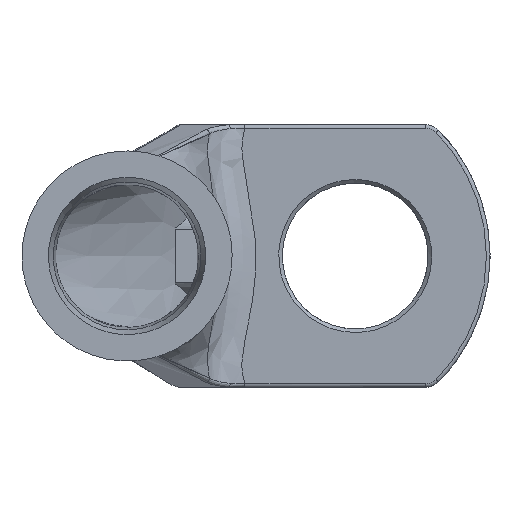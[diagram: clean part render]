
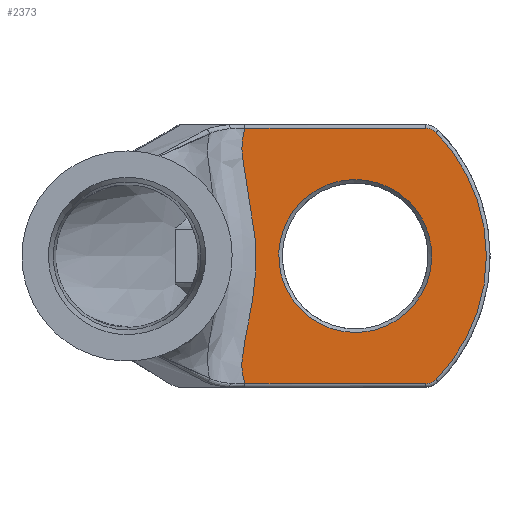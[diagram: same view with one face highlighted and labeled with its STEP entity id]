
A CAD part, left-side view. The second image highlights one B-rep face of the part: STEP entity #2373.
In plain terms, the highlighted free-form (B-spline) face has degree [1, 1] with [2, 2] control points.
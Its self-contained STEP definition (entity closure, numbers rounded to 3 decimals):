
#2148 = VERTEX_POINT('',#2149);
#2149 = CARTESIAN_POINT('',(-15.107,-2.847,
    7.694));
#2158 = EDGE_CURVE('',#2148,#2159,#2161,.T.);
#2159 = VERTEX_POINT('',#2160);
#2160 = CARTESIAN_POINT('',(-15.107,-2.847,
    -7.694));
#2161 = B_SPLINE_CURVE_WITH_KNOTS('',3,(#2162,#2163,#2164,#2165,#2166,
    #2167,#2168,#2169,#2170,#2171,#2172,#2173,#2174,#2175,#2176,#2177,
    #2178,#2179,#2180,#2181,#2182,#2183,#2184,#2185,#2186,#2187,#2188,
    #2189,#2190,#2191),.UNSPECIFIED.,.F.,.F.,(4,2,2,2,2,2,2,2,2,2,2,2,2,
    2,4),(0.,0.001,0.002,
    0.003,0.004,0.005,
    0.007,0.009,0.012,
    0.014,0.015,0.016,
    0.017,0.017,0.018),
  .UNSPECIFIED.);
#2162 = CARTESIAN_POINT('',(-15.107,-2.847,
    7.694));
#2163 = CARTESIAN_POINT('',(-15.107,-2.759,
    7.381));
#2164 = CARTESIAN_POINT('',(-15.107,-2.691,
    7.066));
#2165 = CARTESIAN_POINT('',(-15.107,-2.664,
    6.58));
#2166 = CARTESIAN_POINT('',(-15.107,-2.667,
    6.415));
#2167 = CARTESIAN_POINT('',(-15.107,-2.688,
    6.089));
#2168 = CARTESIAN_POINT('',(-15.107,-2.706,
    5.927));
#2169 = CARTESIAN_POINT('',(-15.107,-2.774,
    5.444));
#2170 = CARTESIAN_POINT('',(-15.107,-2.837,
    5.125));
#2171 = CARTESIAN_POINT('',(-15.107,-2.966,
    4.487));
#2172 = CARTESIAN_POINT('',(-15.107,-3.034,
    4.169));
#2173 = CARTESIAN_POINT('',(-15.107,-3.224,
    3.212));
#2174 = CARTESIAN_POINT('',(-15.107,-3.335,
    2.571));
#2175 = CARTESIAN_POINT('',(-15.107,-3.483,
    1.284));
#2176 = CARTESIAN_POINT('',(-15.107,-3.523,
    0.637));
#2177 = CARTESIAN_POINT('',(-15.107,-3.521,
    -0.664));
#2178 = CARTESIAN_POINT('',(-15.107,-3.481,
    -1.311));
#2179 = CARTESIAN_POINT('',(-15.107,-3.331,
    -2.595));
#2180 = CARTESIAN_POINT('',(-15.107,-3.221,
    -3.232));
#2181 = CARTESIAN_POINT('',(-15.107,-3.031,
    -4.184));
#2182 = CARTESIAN_POINT('',(-15.107,-2.963,
    -4.501));
#2183 = CARTESIAN_POINT('',(-15.107,-2.835,
    -5.135));
#2184 = CARTESIAN_POINT('',(-15.107,-2.773,
    -5.453));
#2185 = CARTESIAN_POINT('',(-15.107,-2.705,
    -5.933));
#2186 = CARTESIAN_POINT('',(-15.107,-2.687,
    -6.093));
#2187 = CARTESIAN_POINT('',(-15.107,-2.667,
    -6.416));
#2188 = CARTESIAN_POINT('',(-15.107,-2.664,
    -6.579));
#2189 = CARTESIAN_POINT('',(-15.107,-2.691,
    -7.067));
#2190 = CARTESIAN_POINT('',(-15.107,-2.76,
    -7.382));
#2191 = CARTESIAN_POINT('',(-15.107,-2.847,
    -7.694));
#2373 = ADVANCED_FACE('',(#2374,#2388),#2427,.F.);
#2374 = FACE_BOUND('',#2375,.T.);
#2375 = EDGE_LOOP('',(#2376));
#2376 = ORIENTED_EDGE('',*,*,#2377,.T.);
#2377 = EDGE_CURVE('',#2378,#2378,#2380,.T.);
#2378 = VERTEX_POINT('',#2379);
#2379 = CARTESIAN_POINT('',(-15.107,-9.493,
    -4.606));
#2380 = ( BOUNDED_CURVE() B_SPLINE_CURVE(2,(#2381,#2382,#2383,#2384,
#2385,#2386,#2387),.UNSPECIFIED.,.T.,.F.) B_SPLINE_CURVE_WITH_KNOTS((1,2
    ,2,2,2,1),(-2.094,0.,2.094,4.189,
6.283,8.378),.UNSPECIFIED.) CURVE() 
GEOMETRIC_REPRESENTATION_ITEM() RATIONAL_B_SPLINE_CURVE((1.,0.5,1.,0.5,
1.,0.5,1.)) REPRESENTATION_ITEM('') );
#2381 = CARTESIAN_POINT('',(-15.107,-9.493,
    -4.606));
#2382 = CARTESIAN_POINT('',(-15.107,-1.516,
    -4.606));
#2383 = CARTESIAN_POINT('',(-15.107,-5.504,
    2.303));
#2384 = CARTESIAN_POINT('',(-15.107,-9.493,
    9.211));
#2385 = CARTESIAN_POINT('',(-15.107,-13.482,
    2.303));
#2386 = CARTESIAN_POINT('',(-15.107,-17.47,
    -4.606));
#2387 = CARTESIAN_POINT('',(-15.107,-9.493,
    -4.606));
#2388 = FACE_BOUND('',#2389,.T.);
#2389 = EDGE_LOOP('',(#2390,#2400,#2405,#2406,#2413,#2421));
#2390 = ORIENTED_EDGE('',*,*,#2391,.F.);
#2391 = EDGE_CURVE('',#2392,#2394,#2396,.T.);
#2392 = VERTEX_POINT('',#2393);
#2393 = CARTESIAN_POINT('',(-15.107,-13.738,
    7.694));
#2394 = VERTEX_POINT('',#2395);
#2395 = CARTESIAN_POINT('',(-15.107,-14.357,
    7.434));
#2396 = ( BOUNDED_CURVE() B_SPLINE_CURVE(2,(#2397,#2398,#2399),
.UNSPECIFIED.,.F.,.F.) B_SPLINE_CURVE_WITH_KNOTS((3,3),(3.142,
3.937),.PIECEWISE_BEZIER_KNOTS.) CURVE() 
GEOMETRIC_REPRESENTATION_ITEM() RATIONAL_B_SPLINE_CURVE((1.,
0.922,1.)) REPRESENTATION_ITEM('') );
#2397 = CARTESIAN_POINT('',(-15.107,-13.738,
    7.694));
#2398 = CARTESIAN_POINT('',(-15.107,-14.102,
    7.694));
#2399 = CARTESIAN_POINT('',(-15.107,-14.357,
    7.434));
#2400 = ORIENTED_EDGE('',*,*,#2401,.T.);
#2401 = EDGE_CURVE('',#2392,#2148,#2402,.T.);
#2402 = B_SPLINE_CURVE_WITH_KNOTS('',1,(#2403,#2404),.UNSPECIFIED.,.F.,
  .F.,(2,2),(-12.689,0.075),
  .PIECEWISE_BEZIER_KNOTS.);
#2403 = CARTESIAN_POINT('',(-15.107,-13.738,
    7.694));
#2404 = CARTESIAN_POINT('',(-15.107,-2.847,
    7.694));
#2405 = ORIENTED_EDGE('',*,*,#2158,.T.);
#2406 = ORIENTED_EDGE('',*,*,#2407,.T.);
#2407 = EDGE_CURVE('',#2159,#2408,#2410,.T.);
#2408 = VERTEX_POINT('',#2409);
#2409 = CARTESIAN_POINT('',(-15.107,-13.738,
    -7.694));
#2410 = B_SPLINE_CURVE_WITH_KNOTS('',1,(#2411,#2412),.UNSPECIFIED.,.F.,
  .F.,(2,2),(-13.281,-0.517),.PIECEWISE_BEZIER_KNOTS.);
#2411 = CARTESIAN_POINT('',(-15.107,-2.847,
    -7.694));
#2412 = CARTESIAN_POINT('',(-15.107,-13.738,
    -7.694));
#2413 = ORIENTED_EDGE('',*,*,#2414,.F.);
#2414 = EDGE_CURVE('',#2415,#2408,#2417,.T.);
#2415 = VERTEX_POINT('',#2416);
#2416 = CARTESIAN_POINT('',(-15.107,-14.357,
    -7.434));
#2417 = ( BOUNDED_CURVE() B_SPLINE_CURVE(2,(#2418,#2419,#2420),
.UNSPECIFIED.,.F.,.F.) B_SPLINE_CURVE_WITH_KNOTS((3,3),(5.488,
6.283),.PIECEWISE_BEZIER_KNOTS.) CURVE() 
GEOMETRIC_REPRESENTATION_ITEM() RATIONAL_B_SPLINE_CURVE((1.,
0.922,1.)) REPRESENTATION_ITEM('') );
#2418 = CARTESIAN_POINT('',(-15.107,-14.357,
    -7.434));
#2419 = CARTESIAN_POINT('',(-15.107,-14.102,
    -7.694));
#2420 = CARTESIAN_POINT('',(-15.107,-13.738,
    -7.694));
#2421 = ORIENTED_EDGE('',*,*,#2422,.T.);
#2422 = EDGE_CURVE('',#2415,#2394,#2423,.T.);
#2423 = ( BOUNDED_CURVE() B_SPLINE_CURVE(2,(#2424,#2425,#2426),
.UNSPECIFIED.,.F.,.F.) B_SPLINE_CURVE_WITH_KNOTS((3,3),(0.795,
2.346),.PIECEWISE_BEZIER_KNOTS.) CURVE() 
GEOMETRIC_REPRESENTATION_ITEM() RATIONAL_B_SPLINE_CURVE((1.,
0.714,1.)) REPRESENTATION_ITEM('') );
#2424 = CARTESIAN_POINT('',(-15.107,-14.357,
    -7.434));
#2425 = CARTESIAN_POINT('',(-15.107,-21.644,
    0.));
#2426 = CARTESIAN_POINT('',(-15.107,-14.357,
    7.434));
#2427 = B_SPLINE_SURFACE_WITH_KNOTS('',1,1,(
    (#2428,#2429)
    ,(#2430,#2431
  )),.UNSPECIFIED.,.F.,.F.,.F.,(2,2),(2,2),(-9.017,9.017),(-12.446,
    4.815),.PIECEWISE_BEZIER_KNOTS.);
#2428 = CARTESIAN_POINT('',(-15.107,-17.393,
    7.694));
#2429 = CARTESIAN_POINT('',(-15.107,-2.664,
    7.694));
#2430 = CARTESIAN_POINT('',(-15.107,-17.393,
    -7.694));
#2431 = CARTESIAN_POINT('',(-15.107,-2.664,
    -7.694));
